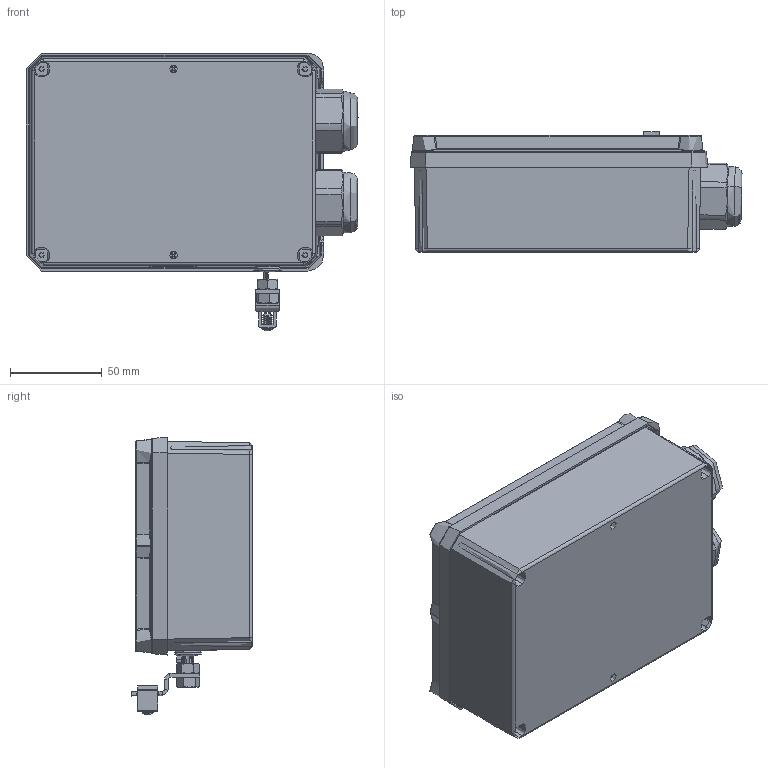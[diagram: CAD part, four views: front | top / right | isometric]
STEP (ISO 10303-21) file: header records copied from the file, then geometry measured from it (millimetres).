
FILE_DESCRIPTION (( 'STEP AP214' ), '1' );
FILE_NAME ('1101-1026-E.STEP', '2019-01-25T18:33:12', ( '' ), ( '' ), 'SwSTEP 2.0', 'SolidWorks 2018', '' );
FILE_SCHEMA (( 'AUTOMOTIVE_DESIGN' ));
Length unit declared in the file: inch
Products named in the file (41): 2103-028; 1101-1026-E; 2100-012; 2500-477; SAU-70 part2; 2102-240; 2021-223; SSCUPSLT 0.25-20x0.375-S_SSCUPSLT 0.25-20x0.375-S; Binding Head Screw_AI; 1229-0900; 2003-1052; SAU-70 part1; 2022-157_E226; 2003-2623; 2105-280; Binding Head Screw_AI_2102-306; 2103-030; 2101-021; 2103-030_Uncompressed; SSCUPSLT 0.25-20x0.375-S; 2022-157
Assembly tree (34 placements, depth 3):
  2103-028
  1101-1026-E
    2022-157_E226
    2102-240  x4
    2003-2623
    2021-223
    2105-280
      SAU-70 part1
      SAU-70 part2
      SSCUPSLT 0.25-20x0.375-S_SSCUPSLT 0.25-20x0.375-S
    2100-012  x2
    2103-028
    2101-021
    2500-477  x2
    Binding Head Screw_AI_2102-306  x4
    2103-030_Uncompressed
    1229-0900
    2003-1052
  SAU-70 part2
  2021-223
  Binding Head Screw_AI
Bounding box: 181.21 x 65.7 x 151.66 mm (x, y, z)
Volume: 264003.1 mm3; surface area: 212946.4 mm2
Topology: 24 solids, 24 shells, 2104 faces, 5535 edges, 3573 vertices
Faces by surface type: plane 913, cylinder 510, bspline 370, cone 236, torus 61, sphere 14
Entity records: 84510 total; most frequent: CARTESIAN_POINT 41951, ORIENTED_EDGE 9140, DIRECTION 6961, EDGE_CURVE 4570, VERTEX_POINT 2943, LINE 2381, VECTOR 2381, AXIS2_PLACEMENT_3D 2290
